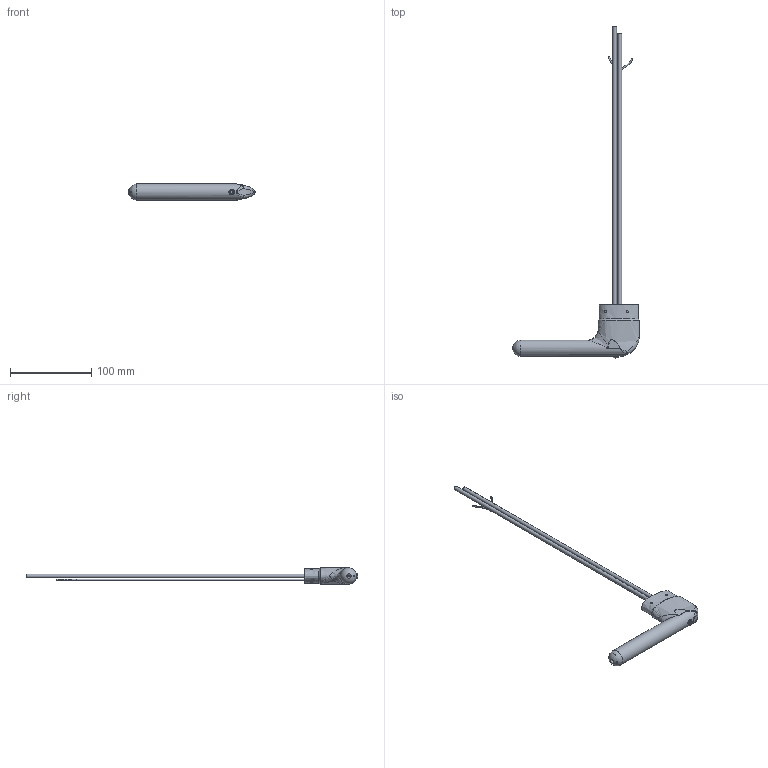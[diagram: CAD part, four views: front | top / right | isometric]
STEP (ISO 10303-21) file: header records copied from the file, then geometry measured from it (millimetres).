
FILE_DESCRIPTION (( 'STEP AP203' ), '1' );
FILE_NAME ('GAP26_Rev20.STEP', '2017-08-29T14:01:15', ( 'Garmin' ), ( 'Garmin' ), 'SwSTEP 2.0', 'SolidWorks 2016', '' );
FILE_SCHEMA (( 'CONFIG_CONTROL_DESIGN' ));
Length unit declared in the file: millimetre
Products named in the file (1): GAP26_Rev20
Bounding box: 155.4 x 408.13 x 20.84 mm (x, y, z)
Volume: 86416 mm3; surface area: 35435.4 mm2
Topology: 1 solids, 4 shells, 78 faces, 170 edges, 111 vertices
Faces by surface type: plane 29, bspline 23, cylinder 17, cone 5, sphere 3, torus 1
Full cylindrical faces by diameter (mm): 1.524 x2, 1.778 x1, 2.54 x1, 2.667 x1, 3.34 x2, 4.763 x2, 6.274 x1, 6.655 x1, 20.066 x1
Entity records: 6914 total; most frequent: CARTESIAN_POINT 5470, ORIENTED_EDGE 266, DIRECTION 232, EDGE_CURVE 133, EDGE_LOOP 112, AXIS2_PLACEMENT_3D 100, VERTEX_POINT 97, FACE_OUTER_BOUND 96
